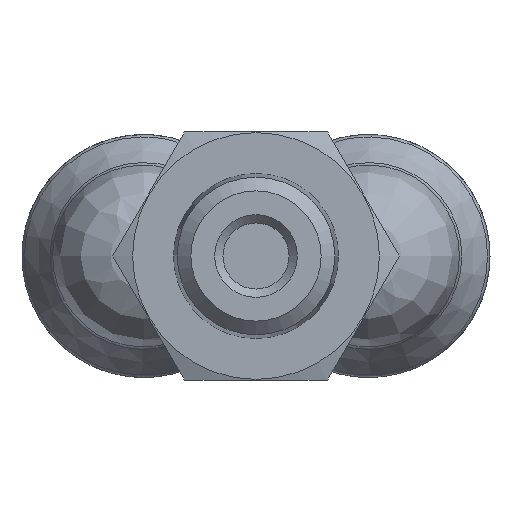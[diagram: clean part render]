
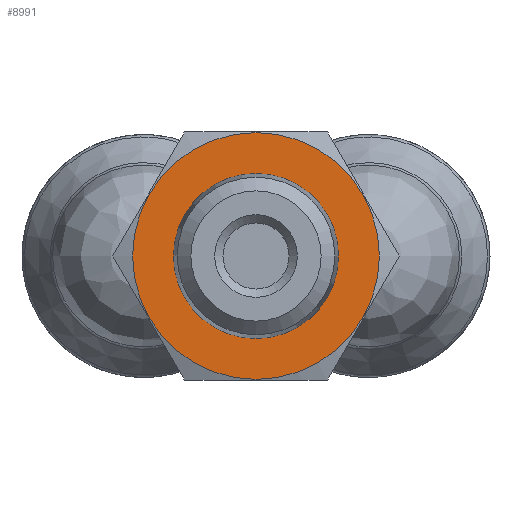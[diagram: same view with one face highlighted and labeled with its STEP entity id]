
A CAD part, front view. The second image highlights one B-rep face of the part: STEP entity #8991.
In plain terms, the highlighted face is planar.
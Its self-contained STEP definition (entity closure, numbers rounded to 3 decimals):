
#8717=CARTESIAN_POINT('',(-19.6,7.46,0.0));
#8718=VERTEX_POINT('',#8717);
#8719=CARTESIAN_POINT('',(-19.6,0.,0.0));
#8720=DIRECTION('',(-1.0,0.0,0.0));
#8721=DIRECTION('',(0.0,1.0,0.0));
#8722=AXIS2_PLACEMENT_3D('',#8719,#8720,#8721);
#8723=CIRCLE('',#8722,7.46);
#8724=EDGE_CURVE('',#8718,#8718,#8723,.T.);
#8936=CARTESIAN_POINT('',(-19.6,4.99,0.0));
#8937=VERTEX_POINT('',#8936);
#8938=CARTESIAN_POINT('',(-19.6,0.,0.0));
#8939=DIRECTION('',(1.0,0.0,0.0));
#8940=DIRECTION('',(0.0,1.0,0.0));
#8941=AXIS2_PLACEMENT_3D('',#8938,#8939,#8940);
#8942=CIRCLE('',#8941,4.99);
#8943=EDGE_CURVE('',#8937,#8937,#8942,.T.);
#8980=CARTESIAN_POINT('',(-19.6,6.245,0.0));
#8981=DIRECTION('',(-1.0,0.0,0.0));
#8982=DIRECTION('',(0.0,0.0,1.0));
#8983=AXIS2_PLACEMENT_3D('',#8980,#8981,#8982);
#8984=PLANE('',#8983);
#8985=ORIENTED_EDGE('',*,*,#8724,.T.);
#8986=EDGE_LOOP('',(#8985));
#8987=FACE_OUTER_BOUND('',#8986,.T.);
#8988=ORIENTED_EDGE('',*,*,#8943,.T.);
#8989=EDGE_LOOP('',(#8988));
#8990=FACE_BOUND('',#8989,.T.);
#8991=ADVANCED_FACE('',(#8987,#8990),#8984,.T.);
